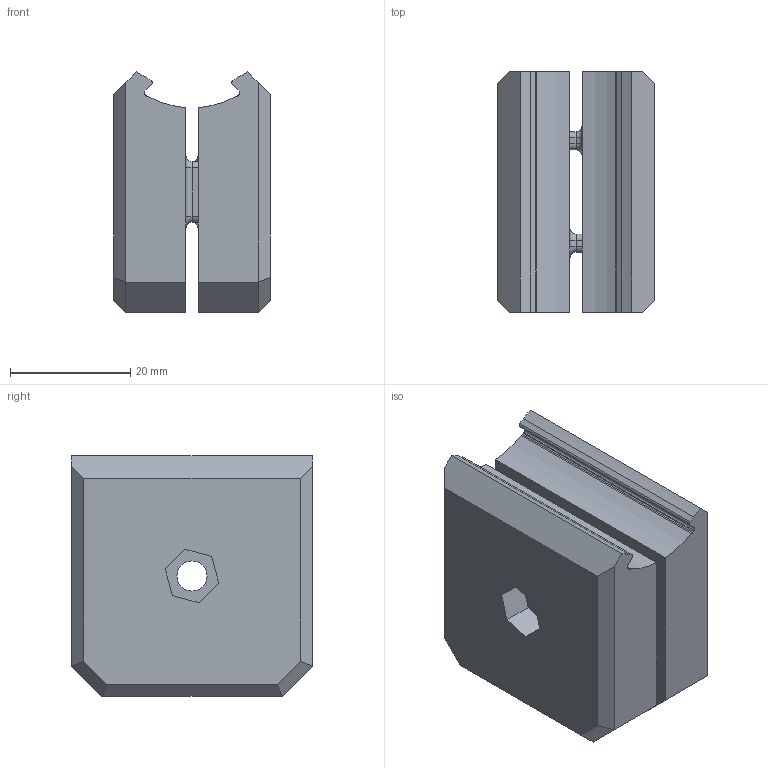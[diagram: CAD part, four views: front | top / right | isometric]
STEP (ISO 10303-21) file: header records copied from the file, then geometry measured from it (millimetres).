
FILE_DESCRIPTION(/* description */ (''),/* implementation_level */ '2;1');
FILE_NAME(/* name */ 'b35bd2ec-898b-4513-ac87-86616ecc585f.stp',/* time_stamp */ '2019-04-16T02:20:39+00:00',/* author */ (''),/* organization */ (''),/* preprocessor_version */ 'ST-DEVELOPER v18',/* originating_system */ 'Autodesk Translation Framework v8.2.0.1029',/* authorisation */ '');
FILE_SCHEMA (('AUTOMOTIVE_DESIGN { 1 0 10303 214 3 1 1 }'));
Length unit declared in the file: millimetre
Products named in the file (1): plate support
Bounding box: 26 x 40 x 40 mm (x, y, z)
Volume: 33190.5 mm3; surface area: 10089.9 mm2
Topology: 2 solids, 2 shells, 162 faces, 375 edges, 215 vertices
Faces by surface type: plane 78, cylinder 50, cone 18, torus 8, sphere 8
Full cylindrical faces by diameter (mm): 5 x2
Entity records: 4478 total; most frequent: DIRECTION 812, CARTESIAN_POINT 745, ORIENTED_EDGE 734, EDGE_CURVE 367, AXIS2_PLACEMENT_3D 282, LINE 248, VECTOR 248, VERTEX_POINT 215
